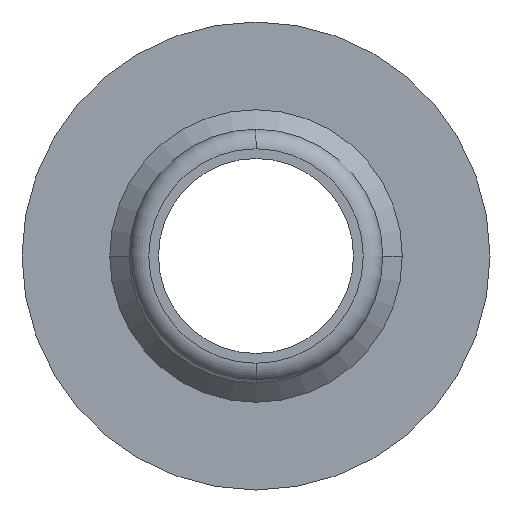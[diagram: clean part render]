
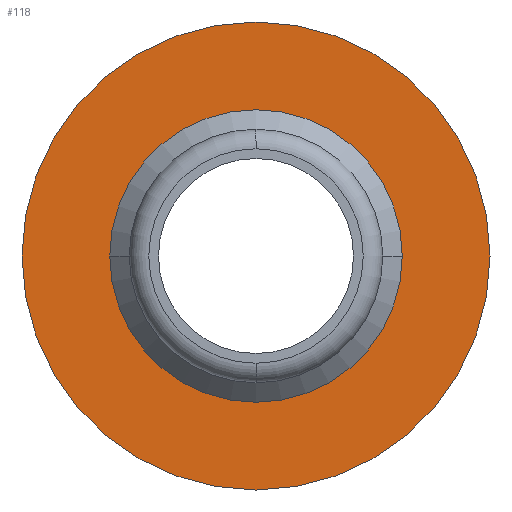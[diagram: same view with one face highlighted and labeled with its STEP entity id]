
A CAD part, front view. The second image highlights one B-rep face of the part: STEP entity #118.
In plain terms, the highlighted planar face has unit normal (0, -1, 0).
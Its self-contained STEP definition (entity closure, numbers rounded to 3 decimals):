
#118=ADVANCED_FACE('',(#248,#249),#250,.T.);
#248=FACE_OUTER_BOUND('',#389,.T.);
#249=FACE_BOUND('',#390,.T.);
#250=PLANE('',#391);
#389=EDGE_LOOP('',(#660,#661));
#390=EDGE_LOOP('',(#662,#663));
#391=AXIS2_PLACEMENT_3D('',#664,#665,#666);
#660=ORIENTED_EDGE('',*,*,#892,.T.);
#661=ORIENTED_EDGE('',*,*,#848,.T.);
#662=ORIENTED_EDGE('',*,*,#804,.F.);
#663=ORIENTED_EDGE('',*,*,#893,.F.);
#664=CARTESIAN_POINT('',(0.0,21.5,0.0));
#665=DIRECTION('',(0.0,-1.0,0.0));
#666=DIRECTION('',(-1.0,0.0,0.0));
#804=EDGE_CURVE('',#944,#940,#946,.T.);
#848=EDGE_CURVE('',#1017,#1014,#1018,.T.);
#892=EDGE_CURVE('',#1014,#1017,#1080,.T.);
#893=EDGE_CURVE('',#940,#944,#1081,.T.);
#940=VERTEX_POINT('',#1128);
#944=VERTEX_POINT('',#1133);
#946=CIRCLE('',#1136,7.5);
#1014=VERTEX_POINT('',#1220);
#1017=VERTEX_POINT('',#1224);
#1018=CIRCLE('',#1225,12.0);
#1080=CIRCLE('',#1296,12.0);
#1081=CIRCLE('',#1297,7.5);
#1128=CARTESIAN_POINT('',(7.5,21.5,0.));
#1133=CARTESIAN_POINT('',(-7.5,21.5,0.));
#1136=AXIS2_PLACEMENT_3D('',#1355,#1356,#1357);
#1220=CARTESIAN_POINT('',(12.0,21.5,0.0));
#1224=CARTESIAN_POINT('',(-12.0,21.5,0.));
#1225=AXIS2_PLACEMENT_3D('',#1423,#1424,#1425);
#1296=AXIS2_PLACEMENT_3D('',#1495,#1496,#1497);
#1297=AXIS2_PLACEMENT_3D('',#1498,#1499,#1500);
#1355=CARTESIAN_POINT('',(0.0,21.5,0.0));
#1356=DIRECTION('',(0.0,-1.0,0.0));
#1357=DIRECTION('',(1.0,0.0,0.0));
#1423=CARTESIAN_POINT('',(0.0,21.5,0.0));
#1424=DIRECTION('',(0.0,-1.0,0.0));
#1425=DIRECTION('',(1.0,0.0,0.0));
#1495=CARTESIAN_POINT('',(0.0,21.5,0.0));
#1496=DIRECTION('',(0.0,-1.0,0.0));
#1497=DIRECTION('',(1.0,0.0,0.0));
#1498=CARTESIAN_POINT('',(0.0,21.5,0.0));
#1499=DIRECTION('',(0.0,-1.0,0.0));
#1500=DIRECTION('',(1.0,0.0,0.0));
